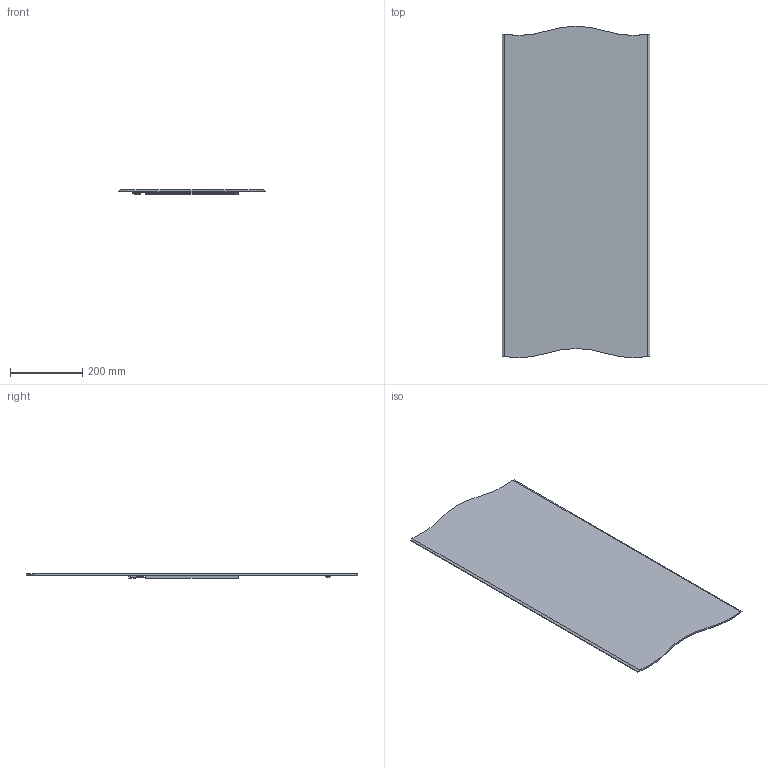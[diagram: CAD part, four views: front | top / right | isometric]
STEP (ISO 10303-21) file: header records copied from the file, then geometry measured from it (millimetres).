
FILE_DESCRIPTION((''),'2;1');
FILE_NAME('0241','2021-06-21T16:16:30',('jinson.thomas'),(''),'CREO PARAMETRIC BY PTC INC, 2018400','CREO PARAMETRIC BY PTC INC, 2018400','');
FILE_SCHEMA(('CONFIG_CONTROL_DESIGN'));
Length unit declared in the file: inch
Products named in the file (1): 0241
Bounding box: 406.4 x 914.4 x 11.37 mm (x, y, z)
Volume: 1795003.2 mm3; surface area: 764458.8 mm2
Topology: 1 solids, 1 shells, 119 faces, 305 edges, 192 vertices
Faces by surface type: plane 62, cylinder 43, sphere 8, cone 6
Entity records: 3641 total; most frequent: CARTESIAN_POINT 648, DIRECTION 619, ORIENTED_EDGE 610, EDGE_CURVE 305, AXIS2_PLACEMENT_3D 207, VECTOR 205, LINE 205, VERTEX_POINT 194
